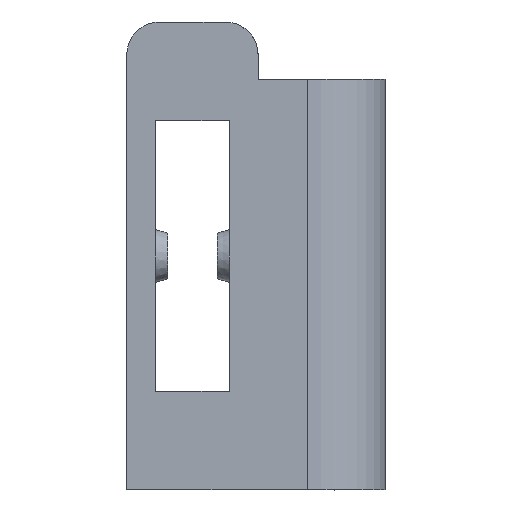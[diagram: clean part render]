
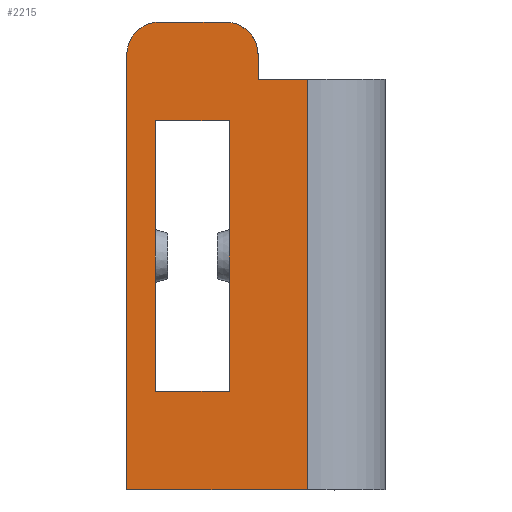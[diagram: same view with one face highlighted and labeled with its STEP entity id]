
A CAD part, left-side view. The second image highlights one B-rep face of the part: STEP entity #2215.
In plain terms, the highlighted planar face has unit normal (-1, 0, 0).
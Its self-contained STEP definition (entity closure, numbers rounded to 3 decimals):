
#21 = VECTOR ( 'NONE', #394, 1000. ) ;
#27 = VECTOR ( 'NONE', #1422, 1000. ) ;
#147 = EDGE_LOOP ( 'NONE', ( #1191, #1063, #967, #1562, #889, #706, #700, #582 ) ) ;
#160 = DIRECTION ( 'NONE',  ( 0., 0., 1. ) ) ;
#175 = LINE ( 'NONE', #1777, #909 ) ;
#205 = VECTOR ( 'NONE', #1498, 1000. ) ;
#243 = CARTESIAN_POINT ( 'NONE',  ( -20.25, -4.5, 16.5 ) ) ;
#284 = AXIS2_PLACEMENT_3D ( 'NONE', #1713, #950, #750 ) ;
#291 = CARTESIAN_POINT ( 'NONE',  ( -20.25, 4.5, -16.5 ) ) ;
#336 = AXIS2_PLACEMENT_3D ( 'NONE', #460, #1831, #655 ) ;
#385 = VECTOR ( 'NONE', #2146, 1000. ) ;
#394 = DIRECTION ( 'NONE',  ( 0., 1., 0. ) ) ;
#409 = CARTESIAN_POINT ( 'NONE',  ( -20.25, 8., -28.5 ) ) ;
#417 = LINE ( 'NONE', #1298, #205 ) ;
#449 = VECTOR ( 'NONE', #2062, 1000. ) ;
#460 = CARTESIAN_POINT ( 'NONE',  ( -20.25, 0., 0. ) ) ;
#527 = VERTEX_POINT ( 'NONE', #584 ) ;
#542 = VECTOR ( 'NONE', #1377, 1000. ) ;
#555 = CARTESIAN_POINT ( 'NONE',  ( -20.25, 8., 24.5 ) ) ;
#577 = CIRCLE ( 'NONE', #284, 4. ) ;
#582 = ORIENTED_EDGE ( 'NONE', *, *, #2521, .T. ) ;
#584 = CARTESIAN_POINT ( 'NONE',  ( -20.25, -8., 21.5 ) ) ;
#624 = DIRECTION ( 'NONE',  ( 0., 1., 0. ) ) ;
#628 = EDGE_CURVE ( 'NONE', #2393, #776, #175, .T. ) ;
#655 = DIRECTION ( 'NONE',  ( 0., 0., -1. ) ) ;
#674 = AXIS2_PLACEMENT_3D ( 'NONE', #2111, #2097, #2080 ) ;
#700 = ORIENTED_EDGE ( 'NONE', *, *, #2428, .T. ) ;
#702 = LINE ( 'NONE', #243, #21 ) ;
#706 = ORIENTED_EDGE ( 'NONE', *, *, #1278, .F. ) ;
#721 = DIRECTION ( 'NONE',  ( 0., 0., 1. ) ) ;
#750 = DIRECTION ( 'NONE',  ( 0., 0., -1. ) ) ;
#776 = VERTEX_POINT ( 'NONE', #1451 ) ;
#795 = VECTOR ( 'NONE', #721, 1000. ) ;
#820 = LINE ( 'NONE', #2117, #542 ) ;
#821 = VERTEX_POINT ( 'NONE', #1053 ) ;
#845 = LINE ( 'NONE', #1574, #27 ) ;
#848 = LINE ( 'NONE', #1290, #449 ) ;
#880 = FACE_OUTER_BOUND ( 'NONE', #147, .T. ) ;
#889 = ORIENTED_EDGE ( 'NONE', *, *, #2346, .F. ) ;
#899 = VERTEX_POINT ( 'NONE', #409 ) ;
#909 = VECTOR ( 'NONE', #1632, 1000. ) ;
#941 = CARTESIAN_POINT ( 'NONE',  ( -20.25, -14., -7.5 ) ) ;
#950 = DIRECTION ( 'NONE',  ( -1., 0., 0. ) ) ;
#967 = ORIENTED_EDGE ( 'NONE', *, *, #628, .T. ) ;
#978 = CARTESIAN_POINT ( 'NONE',  ( -20.25, -4.5, 16.5 ) ) ;
#1036 = LINE ( 'NONE', #1994, #2331 ) ;
#1053 = CARTESIAN_POINT ( 'NONE',  ( -20.25, -4.5, -16.5 ) ) ;
#1063 = ORIENTED_EDGE ( 'NONE', *, *, #1182, .T. ) ;
#1182 = EDGE_CURVE ( 'NONE', #1646, #2393, #1252, .T. ) ;
#1191 = ORIENTED_EDGE ( 'NONE', *, *, #2387, .T. ) ;
#1195 = VERTEX_POINT ( 'NONE', #1918 ) ;
#1247 = LINE ( 'NONE', #1507, #795 ) ;
#1252 = CIRCLE ( 'NONE', #674, 4. ) ;
#1278 = EDGE_CURVE ( 'NONE', #1405, #899, #845, .T. ) ;
#1290 = CARTESIAN_POINT ( 'NONE',  ( -20.25, 8., 28.5 ) ) ;
#1298 = CARTESIAN_POINT ( 'NONE',  ( -20.25, 4.5, -16.5 ) ) ;
#1315 = LINE ( 'NONE', #941, #2201 ) ;
#1360 = EDGE_CURVE ( 'NONE', #2113, #1195, #702, .T. ) ;
#1376 = EDGE_LOOP ( 'NONE', ( #1859, #1928, #1814, #1745 ) ) ;
#1377 = DIRECTION ( 'NONE',  ( 0., 0., 1. ) ) ;
#1397 = CARTESIAN_POINT ( 'NONE',  ( -20.25, -4.5, 16.5 ) ) ;
#1405 = VERTEX_POINT ( 'NONE', #1508 ) ;
#1422 = DIRECTION ( 'NONE',  ( 0., 1., 0. ) ) ;
#1451 = CARTESIAN_POINT ( 'NONE',  ( -20.25, 4., 28.5 ) ) ;
#1498 = DIRECTION ( 'NONE',  ( 0., -1., 0. ) ) ;
#1507 = CARTESIAN_POINT ( 'NONE',  ( -20.25, -8., 28.5 ) ) ;
#1508 = CARTESIAN_POINT ( 'NONE',  ( -20.25, -14., -28.5 ) ) ;
#1556 = LINE ( 'NONE', #978, #385 ) ;
#1562 = ORIENTED_EDGE ( 'NONE', *, *, #1563, .T. ) ;
#1563 = EDGE_CURVE ( 'NONE', #776, #2439, #577, .T. ) ;
#1574 = CARTESIAN_POINT ( 'NONE',  ( -20.25, 4.5, -28.5 ) ) ;
#1623 = PLANE ( 'NONE',  #336 ) ;
#1632 = DIRECTION ( 'NONE',  ( 0., 1., 0. ) ) ;
#1646 = VERTEX_POINT ( 'NONE', #2101 ) ;
#1713 = CARTESIAN_POINT ( 'NONE',  ( -20.25, 4., 24.5 ) ) ;
#1745 = ORIENTED_EDGE ( 'NONE', *, *, #2356, .F. ) ;
#1777 = CARTESIAN_POINT ( 'NONE',  ( -20.25, 4.5, 28.5 ) ) ;
#1814 = ORIENTED_EDGE ( 'NONE', *, *, #2028, .T. ) ;
#1821 = CARTESIAN_POINT ( 'NONE',  ( -20.25, -14., 21.5 ) ) ;
#1831 = DIRECTION ( 'NONE',  ( 1., 0., 0. ) ) ;
#1858 = VERTEX_POINT ( 'NONE', #291 ) ;
#1859 = ORIENTED_EDGE ( 'NONE', *, *, #2444, .T. ) ;
#1918 = CARTESIAN_POINT ( 'NONE',  ( -20.25, 4.5, 16.5 ) ) ;
#1921 = FACE_BOUND ( 'NONE', #1376, .T. ) ;
#1928 = ORIENTED_EDGE ( 'NONE', *, *, #1360, .F. ) ;
#1994 = CARTESIAN_POINT ( 'NONE',  ( -20.25, 4.5, 21.5 ) ) ;
#2028 = EDGE_CURVE ( 'NONE', #2113, #821, #1556, .T. ) ;
#2062 = DIRECTION ( 'NONE',  ( 0., 0., 1. ) ) ;
#2080 = DIRECTION ( 'NONE',  ( 0., 0., -1. ) ) ;
#2097 = DIRECTION ( 'NONE',  ( -1., 0., 0. ) ) ;
#2101 = CARTESIAN_POINT ( 'NONE',  ( -20.25, -8., 24.5 ) ) ;
#2111 = CARTESIAN_POINT ( 'NONE',  ( -20.25, -4., 24.5 ) ) ;
#2113 = VERTEX_POINT ( 'NONE', #1397 ) ;
#2117 = CARTESIAN_POINT ( 'NONE',  ( -20.25, 4.5, 28.5 ) ) ;
#2146 = DIRECTION ( 'NONE',  ( 0., 0., -1. ) ) ;
#2201 = VECTOR ( 'NONE', #160, 1000. ) ;
#2215 = ADVANCED_FACE ( 'NONE', ( #1921, #880 ), #1623, .F. ) ;
#2227 = VERTEX_POINT ( 'NONE', #1821 ) ;
#2305 = CARTESIAN_POINT ( 'NONE',  ( -20.25, -4., 28.5 ) ) ;
#2331 = VECTOR ( 'NONE', #624, 1000. ) ;
#2346 = EDGE_CURVE ( 'NONE', #899, #2439, #848, .T. ) ;
#2356 = EDGE_CURVE ( 'NONE', #1858, #821, #417, .T. ) ;
#2387 = EDGE_CURVE ( 'NONE', #527, #1646, #1247, .T. ) ;
#2393 = VERTEX_POINT ( 'NONE', #2305 ) ;
#2428 = EDGE_CURVE ( 'NONE', #1405, #2227, #1315, .T. ) ;
#2439 = VERTEX_POINT ( 'NONE', #555 ) ;
#2444 = EDGE_CURVE ( 'NONE', #1858, #1195, #820, .T. ) ;
#2521 = EDGE_CURVE ( 'NONE', #2227, #527, #1036, .T. ) ;
